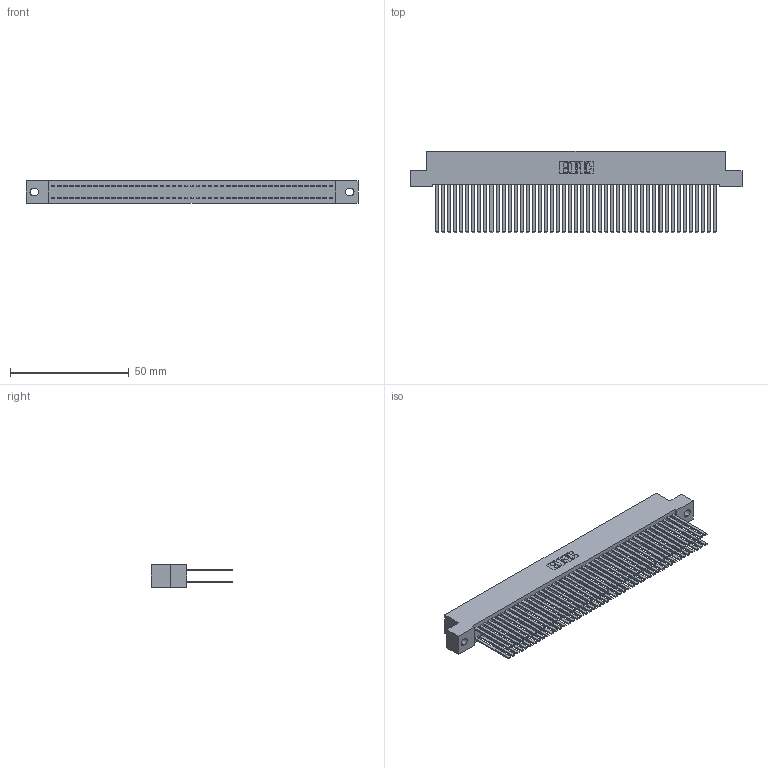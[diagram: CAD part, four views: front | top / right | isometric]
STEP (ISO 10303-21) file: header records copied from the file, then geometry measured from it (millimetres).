
FILE_DESCRIPTION (( 'STEP AP203' ), '1' );
FILE_NAME ('342-094-544-202.STEP', '2019-10-04T15:33:12', ( '' ), ( '' ), 'SwSTEP 2.0', 'SolidWorks 2016', '' );
FILE_SCHEMA (( 'CONFIG_CONTROL_DESIGN' ));
Length unit declared in the file: inch
Products named in the file (3): 342 Part_.128 Slot; 345-292-001_345-293-144; 342-094-544-202
Assembly tree (95 placements, depth 2):
  342-094-544-202
    342 Part_.128 Slot
    345-292-001_345-293-144  x94
Bounding box: 139.7 x 34.3 x 9.4 mm (x, y, z)
Volume: 13841.2 mm3; surface area: 26062 mm2
Topology: 95 solids, 95 shells, 4438 faces, 13189 edges, 8666 vertices
Faces by surface type: plane 3078, cylinder 1360
Entity records: 29409 total; most frequent: CARTESIAN_POINT 4866, ORIENTED_EDGE 4802, DIRECTION 4145, EDGE_CURVE 2401, VECTOR 2277, LINE 2277, VERTEX_POINT 1598, AXIS2_PLACEMENT_3D 934
